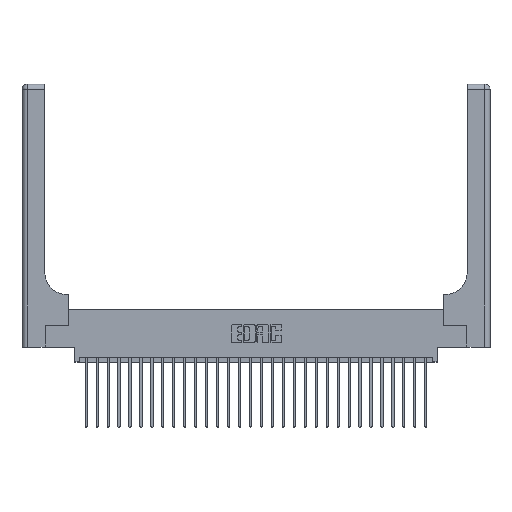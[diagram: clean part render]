
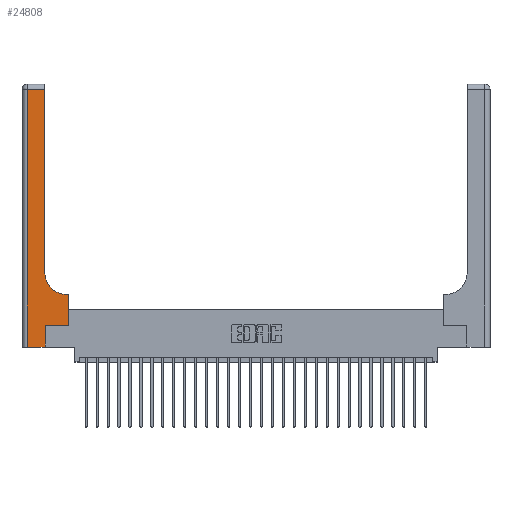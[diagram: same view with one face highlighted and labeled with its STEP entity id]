
A CAD part, top view. The second image highlights one B-rep face of the part: STEP entity #24808.
In plain terms, the highlighted planar face has unit normal (0, 0, 1).
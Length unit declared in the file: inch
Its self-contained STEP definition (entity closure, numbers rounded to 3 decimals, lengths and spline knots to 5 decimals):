
#252 = DIRECTION ( 'NONE',  ( -1., 0., 0. ) ) ;
#573 = EDGE_CURVE ( 'NONE', #25131, #22872, #17531, .T. ) ;
#604 = VERTEX_POINT ( 'NONE', #7029 ) ;
#811 = ORIENTED_EDGE ( 'NONE', *, *, #15229, .T. ) ;
#1727 = VERTEX_POINT ( 'NONE', #1827 ) ;
#1827 = CARTESIAN_POINT ( 'NONE',  ( 0.265, 0., 0.37 ) ) ;
#2054 = ORIENTED_EDGE ( 'NONE', *, *, #19408, .T. ) ;
#2508 = CARTESIAN_POINT ( 'NONE',  ( 0.26, 2.94, 0.37 ) ) ;
#3467 = CARTESIAN_POINT ( 'NONE',  ( 0.528, 0.25, 0.37 ) ) ;
#4359 = DIRECTION ( 'NONE',  ( -1., 0., 0. ) ) ;
#4408 = EDGE_CURVE ( 'NONE', #18012, #12225, #8617, .T. ) ;
#4602 = CARTESIAN_POINT ( 'NONE',  ( 0.06, 0., 0.37 ) ) ;
#4905 = DIRECTION ( 'NONE',  ( 1., 0., 0. ) ) ;
#4919 = CARTESIAN_POINT ( 'NONE',  ( 0., 0., 0.37 ) ) ;
#5331 = DIRECTION ( 'NONE',  ( 0., -1., 0. ) ) ;
#5339 = LINE ( 'NONE', #4919, #18254 ) ;
#5612 = DIRECTION ( 'NONE',  ( 0., 0., -1. ) ) ;
#5623 = DIRECTION ( 'NONE',  ( 1., 0., 0. ) ) ;
#5749 = DIRECTION ( 'NONE',  ( -1., 0., 0. ) ) ;
#6183 = LINE ( 'NONE', #21494, #9837 ) ;
#7029 = CARTESIAN_POINT ( 'NONE',  ( 0.26, 0.85, 0.37 ) ) ;
#8117 = ORIENTED_EDGE ( 'NONE', *, *, #9197, .T. ) ;
#8162 = VECTOR ( 'NONE', #252, 39.37008 ) ;
#8529 = VECTOR ( 'NONE', #16399, 39.37008 ) ;
#8564 = CARTESIAN_POINT ( 'NONE',  ( 0.528, 0.6, 0.37 ) ) ;
#8617 = LINE ( 'NONE', #12866, #15200 ) ;
#8818 = ORIENTED_EDGE ( 'NONE', *, *, #573, .T. ) ;
#9197 = EDGE_CURVE ( 'NONE', #22872, #19789, #24608, .T. ) ;
#9231 = ORIENTED_EDGE ( 'NONE', *, *, #13656, .T. ) ;
#9653 = CIRCLE ( 'NONE', #19608, 0.25 ) ;
#9837 = VECTOR ( 'NONE', #14964, 39.37008 ) ;
#10431 = DIRECTION ( 'NONE',  ( 1., 0., 0. ) ) ;
#11043 = LINE ( 'NONE', #19687, #8162 ) ;
#11146 = CARTESIAN_POINT ( 'NONE',  ( 0.265, 0.25, 0.37 ) ) ;
#12139 = DIRECTION ( 'NONE',  ( 0., 0., -1. ) ) ;
#12225 = VERTEX_POINT ( 'NONE', #21234 ) ;
#12308 = LINE ( 'NONE', #25071, #27708 ) ;
#12714 = VECTOR ( 'NONE', #5331, 39.37008 ) ;
#12866 = CARTESIAN_POINT ( 'NONE',  ( 0., 2.94, 0.37 ) ) ;
#13656 = EDGE_CURVE ( 'NONE', #604, #18012, #12308, .T. ) ;
#14042 = CARTESIAN_POINT ( 'NONE',  ( 0.265, 0.25, 0.37 ) ) ;
#14469 = EDGE_LOOP ( 'NONE', ( #9231, #20943, #17968, #811, #2054, #8818, #8117, #17195, #18791 ) ) ;
#14687 = CARTESIAN_POINT ( 'NONE',  ( 0.51, 0.85, 0.37 ) ) ;
#14964 = DIRECTION ( 'NONE',  ( 0., 1., 0. ) ) ;
#15200 = VECTOR ( 'NONE', #4359, 39.37008 ) ;
#15229 = EDGE_CURVE ( 'NONE', #15488, #1727, #5339, .T. ) ;
#15242 = EDGE_CURVE ( 'NONE', #15695, #604, #9653, .T. ) ;
#15488 = VERTEX_POINT ( 'NONE', #4602 ) ;
#15695 = VERTEX_POINT ( 'NONE', #18211 ) ;
#16104 = CARTESIAN_POINT ( 'NONE',  ( 0.06, 3., 0.37 ) ) ;
#16399 = DIRECTION ( 'NONE',  ( 0., 1., 0. ) ) ;
#16809 = PLANE ( 'NONE',  #17721 ) ;
#17195 = ORIENTED_EDGE ( 'NONE', *, *, #22342, .T. ) ;
#17531 = LINE ( 'NONE', #11146, #20966 ) ;
#17721 = AXIS2_PLACEMENT_3D ( 'NONE', #22763, #5612, #5749 ) ;
#17968 = ORIENTED_EDGE ( 'NONE', *, *, #26013, .T. ) ;
#18012 = VERTEX_POINT ( 'NONE', #2508 ) ;
#18211 = CARTESIAN_POINT ( 'NONE',  ( 0.51, 0.6, 0.37 ) ) ;
#18254 = VECTOR ( 'NONE', #10431, 39.37008 ) ;
#18696 = DIRECTION ( 'NONE',  ( 0., 1., 0. ) ) ;
#18791 = ORIENTED_EDGE ( 'NONE', *, *, #15242, .T. ) ;
#19408 = EDGE_CURVE ( 'NONE', #1727, #25131, #6183, .T. ) ;
#19608 = AXIS2_PLACEMENT_3D ( 'NONE', #14687, #12139, #5623 ) ;
#19687 = CARTESIAN_POINT ( 'NONE',  ( 0.26, 0.6, 0.37 ) ) ;
#19789 = VERTEX_POINT ( 'NONE', #8564 ) ;
#20943 = ORIENTED_EDGE ( 'NONE', *, *, #4408, .T. ) ;
#20966 = VECTOR ( 'NONE', #4905, 39.37008 ) ;
#21234 = CARTESIAN_POINT ( 'NONE',  ( 0.06, 2.94, 0.37 ) ) ;
#21494 = CARTESIAN_POINT ( 'NONE',  ( 0.265, 0., 0.37 ) ) ;
#22342 = EDGE_CURVE ( 'NONE', #19789, #15695, #11043, .T. ) ;
#22763 = CARTESIAN_POINT ( 'NONE',  ( 0., 3., 0.37 ) ) ;
#22872 = VERTEX_POINT ( 'NONE', #3467 ) ;
#24608 = LINE ( 'NONE', #26724, #8529 ) ;
#24808 = ADVANCED_FACE ( 'NONE', ( #25031 ), #16809, .F. ) ;
#25031 = FACE_OUTER_BOUND ( 'NONE', #14469, .T. ) ;
#25071 = CARTESIAN_POINT ( 'NONE',  ( 0.26, 3., 0.37 ) ) ;
#25131 = VERTEX_POINT ( 'NONE', #14042 ) ;
#26013 = EDGE_CURVE ( 'NONE', #12225, #15488, #26723, .T. ) ;
#26723 = LINE ( 'NONE', #16104, #12714 ) ;
#26724 = CARTESIAN_POINT ( 'NONE',  ( 0.528, 0.25, 0.37 ) ) ;
#27708 = VECTOR ( 'NONE', #18696, 39.37008 ) ;
